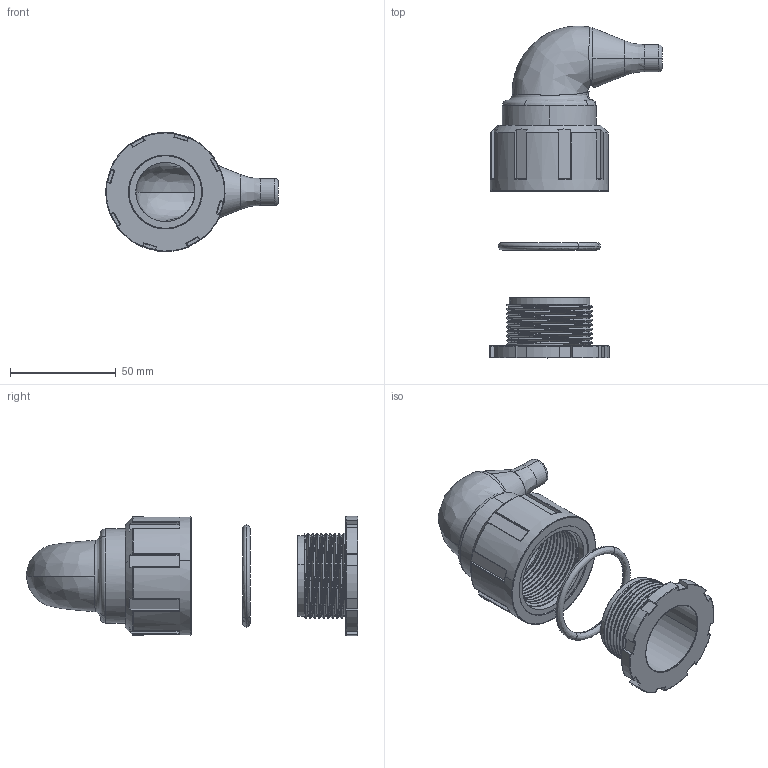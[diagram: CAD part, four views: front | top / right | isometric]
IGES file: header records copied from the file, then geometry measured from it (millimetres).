
Start section: SolidWorks IGES file using analytic representation for surfaces
Global section: file name: 3X-NUS-3R.IGS; native system: SolidWorks 2013; preprocessor: SolidWorks 2013; author: office; date: 150303.105215; units: inch
Bounding box: 81.52 x 156.87 x 56.36 mm (x, y, z)
Surface area: 43906.8 mm2 (no closed solid volume)
Topology: 0 solids, 0 shells, 339 faces, 6786 edges, 6784 vertices
Faces by surface type: revolution 198, bspline 141
